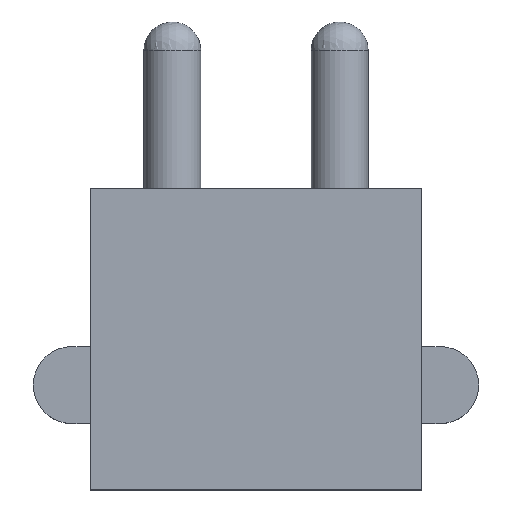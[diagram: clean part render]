
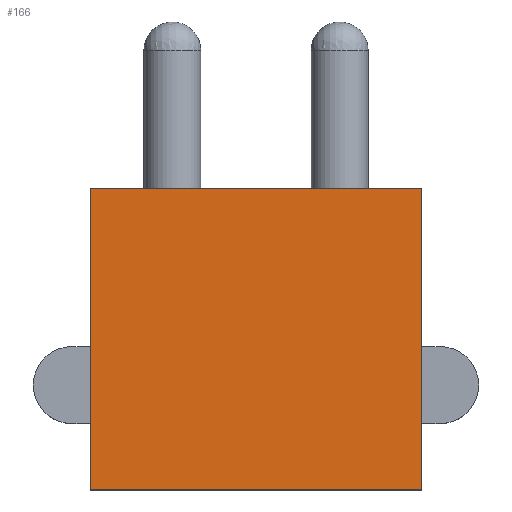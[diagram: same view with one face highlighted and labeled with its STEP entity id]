
A CAD part, top view. The second image highlights one B-rep face of the part: STEP entity #166.
In plain terms, the highlighted planar face has unit normal (0, 0, 1).
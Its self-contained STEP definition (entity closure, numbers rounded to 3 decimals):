
#166=ADVANCED_FACE('',(#507),#509,.T.);
#507=FACE_BOUND('',#508,.T.);
#508=EDGE_LOOP('',(#770,#771,#772,#773));
#509=PLANE('',#510);
#510=AXIS2_PLACEMENT_3D('',#511,#512,#513);
#511=CARTESIAN_POINT('',(0.,0.,5.));
#512=DIRECTION('',(0.,0.,1.));
#513=DIRECTION('',(-1.,0.,0.));
#770=ORIENTED_EDGE('',*,*,#918,.T.);
#771=ORIENTED_EDGE('',*,*,#890,.T.);
#772=ORIENTED_EDGE('',*,*,#915,.T.);
#773=ORIENTED_EDGE('',*,*,#919,.T.);
#890=EDGE_CURVE('',#989,#987,#990,.T.);
#915=EDGE_CURVE('',#987,#1035,#1037,.T.);
#918=EDGE_CURVE('',#1041,#989,#1042,.T.);
#919=EDGE_CURVE('',#1035,#1041,#1043,.T.);
#987=VERTEX_POINT('',#1167);
#989=VERTEX_POINT('',#1171);
#990=LINE('',#1172,#1173);
#1035=VERTEX_POINT('',#1271);
#1037=LINE('',#1275,#1276);
#1041=VERTEX_POINT('',#1285);
#1042=LINE('',#1286,#1287);
#1043=LINE('',#1289,#1290);
#1167=CARTESIAN_POINT('',(4.95,-4.5,5.));
#1171=CARTESIAN_POINT('',(-4.95,-4.5,5.));
#1172=CARTESIAN_POINT('',(-4.95,-4.5,5.));
#1173=VECTOR('',#1174,1.);
#1174=DIRECTION('',(1.,0.,0.));
#1271=CARTESIAN_POINT('',(4.95,4.5,5.));
#1275=CARTESIAN_POINT('',(4.95,-4.5,5.));
#1276=VECTOR('',#1277,1.);
#1277=DIRECTION('',(0.,1.,0.));
#1285=CARTESIAN_POINT('',(-4.95,4.5,5.));
#1286=CARTESIAN_POINT('',(-4.95,4.5,5.));
#1287=VECTOR('',#1288,1.);
#1288=DIRECTION('',(0.,-1.,0.));
#1289=CARTESIAN_POINT('',(4.95,4.5,5.));
#1290=VECTOR('',#1291,1.);
#1291=DIRECTION('',(-1.,0.,0.));
